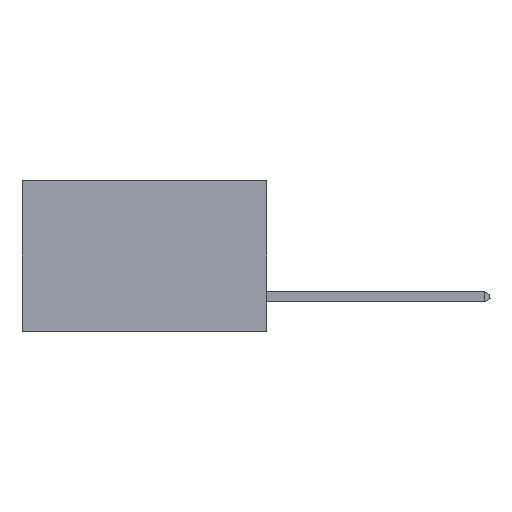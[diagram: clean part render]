
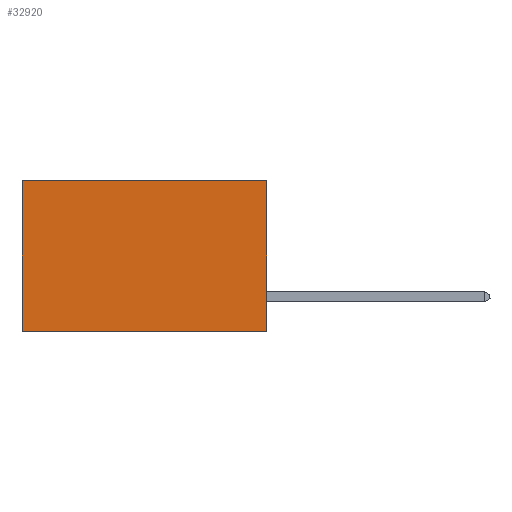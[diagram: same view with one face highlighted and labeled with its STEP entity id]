
A CAD part, left-side view. The second image highlights one B-rep face of the part: STEP entity #32920.
In plain terms, the highlighted planar face has unit normal (-1, 0, 0).
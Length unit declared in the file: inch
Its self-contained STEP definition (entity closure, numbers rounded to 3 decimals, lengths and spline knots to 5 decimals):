
#2064 = LINE ( 'NONE', #29182, #19907 ) ;
#2456 = ORIENTED_EDGE ( 'NONE', *, *, #11743, .T. ) ;
#3713 = ORIENTED_EDGE ( 'NONE', *, *, #27952, .F. ) ;
#4157 = AXIS2_PLACEMENT_3D ( 'NONE', #6671, #18389, #22016 ) ;
#4840 = VERTEX_POINT ( 'NONE', #21063 ) ;
#4942 = DIRECTION ( 'NONE',  ( 0., 0., -1. ) ) ;
#6671 = CARTESIAN_POINT ( 'NONE',  ( 0.2875, 0., 0. ) ) ;
#7664 = VERTEX_POINT ( 'NONE', #11498 ) ;
#7784 = CARTESIAN_POINT ( 'NONE',  ( 0.2875, 0.6, 0. ) ) ;
#8942 = LINE ( 'NONE', #7784, #32618 ) ;
#9720 = DIRECTION ( 'NONE',  ( 0., 0., -1. ) ) ;
#9986 = CARTESIAN_POINT ( 'NONE',  ( 0.2875, 0., 0. ) ) ;
#10885 = VERTEX_POINT ( 'NONE', #12582 ) ;
#11004 = CARTESIAN_POINT ( 'NONE',  ( 0.2875, 0., 0. ) ) ;
#11128 = LINE ( 'NONE', #11004, #18372 ) ;
#11498 = CARTESIAN_POINT ( 'NONE',  ( 0.2875, 0., 0. ) ) ;
#11743 = EDGE_CURVE ( 'NONE', #4840, #25430, #8942, .T. ) ;
#12582 = CARTESIAN_POINT ( 'NONE',  ( 0.2875, 0., -0.37 ) ) ;
#14307 = VECTOR ( 'NONE', #9720, 39.37008 ) ;
#14868 = EDGE_CURVE ( 'NONE', #7664, #4840, #11128, .T. ) ;
#17708 = EDGE_LOOP ( 'NONE', ( #2456, #32793, #3713, #37584 ) ) ;
#18372 = VECTOR ( 'NONE', #23534, 39.37008 ) ;
#18389 = DIRECTION ( 'NONE',  ( 1., 0., 0. ) ) ;
#19907 = VECTOR ( 'NONE', #22701, 39.37008 ) ;
#21063 = CARTESIAN_POINT ( 'NONE',  ( 0.2875, 0.6, 0. ) ) ;
#22016 = DIRECTION ( 'NONE',  ( 0., 0., -1. ) ) ;
#22701 = DIRECTION ( 'NONE',  ( 0., 1., 0. ) ) ;
#23534 = DIRECTION ( 'NONE',  ( 0., 1., 0. ) ) ;
#23940 = LINE ( 'NONE', #9986, #14307 ) ;
#25430 = VERTEX_POINT ( 'NONE', #37227 ) ;
#27830 = PLANE ( 'NONE',  #4157 ) ;
#27952 = EDGE_CURVE ( 'NONE', #7664, #10885, #23940, .T. ) ;
#29182 = CARTESIAN_POINT ( 'NONE',  ( 0.2875, 0., -0.37 ) ) ;
#32618 = VECTOR ( 'NONE', #4942, 39.37008 ) ;
#32793 = ORIENTED_EDGE ( 'NONE', *, *, #35593, .F. ) ;
#32920 = ADVANCED_FACE ( 'NONE', ( #37077 ), #27830, .F. ) ;
#35593 = EDGE_CURVE ( 'NONE', #10885, #25430, #2064, .T. ) ;
#37077 = FACE_OUTER_BOUND ( 'NONE', #17708, .T. ) ;
#37227 = CARTESIAN_POINT ( 'NONE',  ( 0.2875, 0.6, -0.37 ) ) ;
#37584 = ORIENTED_EDGE ( 'NONE', *, *, #14868, .T. ) ;
